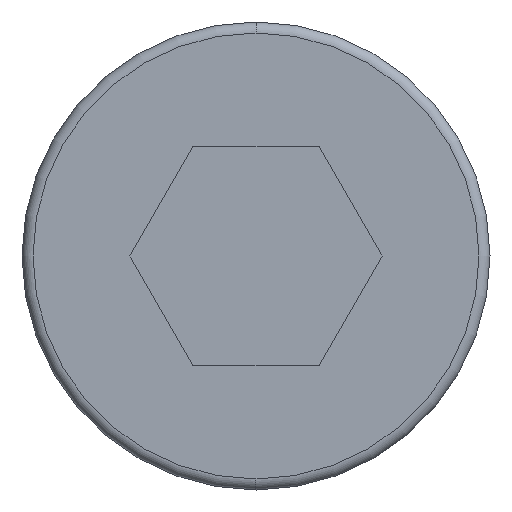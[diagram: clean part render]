
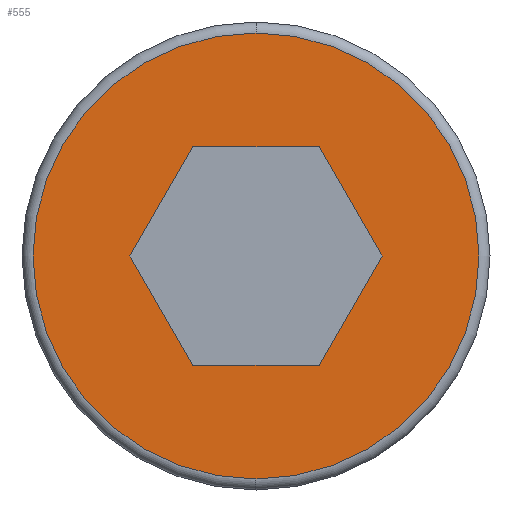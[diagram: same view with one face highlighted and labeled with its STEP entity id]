
A CAD part, left-side view. The second image highlights one B-rep face of the part: STEP entity #555.
In plain terms, the highlighted planar face has unit normal (-1, 0, 0).
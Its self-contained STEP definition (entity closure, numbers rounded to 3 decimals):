
#12 = ORIENTED_EDGE ( 'NONE', *, *, #605, .F. ) ;
#24 = LINE ( 'NONE', #561, #64 ) ;
#26 = VERTEX_POINT ( 'NONE', #330 ) ;
#40 = CIRCLE ( 'NONE', #411, 4.05 ) ;
#44 = VERTEX_POINT ( 'NONE', #573 ) ;
#50 = DIRECTION ( 'NONE',  ( 0., 0., 1. ) ) ;
#64 = VECTOR ( 'NONE', #280, 1000. ) ;
#70 = VECTOR ( 'NONE', #534, 1000. ) ;
#80 = CARTESIAN_POINT ( 'NONE',  ( 0., 1.145, -1.983 ) ) ;
#90 = EDGE_CURVE ( 'NONE', #26, #120, #292, .T. ) ;
#101 = DIRECTION ( 'NONE',  ( 0., 1., 0. ) ) ;
#116 = FACE_BOUND ( 'NONE', #320, .T. ) ;
#120 = VERTEX_POINT ( 'NONE', #168 ) ;
#134 = CIRCLE ( 'NONE', #370, 4.05 ) ;
#159 = EDGE_CURVE ( 'NONE', #262, #495, #291, .T. ) ;
#168 = CARTESIAN_POINT ( 'NONE',  ( 0., 2.29, 0. ) ) ;
#194 = CARTESIAN_POINT ( 'NONE',  ( 0., 0., 0. ) ) ;
#199 = DIRECTION ( 'NONE',  ( -1., 0., 0. ) ) ;
#206 = PLANE ( 'NONE',  #475 ) ;
#237 = ORIENTED_EDGE ( 'NONE', *, *, #550, .T. ) ;
#238 = VERTEX_POINT ( 'NONE', #434 ) ;
#240 = CARTESIAN_POINT ( 'NONE',  ( 0., 1.145, -1.983 ) ) ;
#243 = FACE_OUTER_BOUND ( 'NONE', #449, .T. ) ;
#247 = DIRECTION ( 'NONE',  ( 0., 0., 1. ) ) ;
#255 = ORIENTED_EDGE ( 'NONE', *, *, #159, .F. ) ;
#257 = LINE ( 'NONE', #266, #453 ) ;
#261 = CARTESIAN_POINT ( 'NONE',  ( 0., 0., 4.05 ) ) ;
#262 = VERTEX_POINT ( 'NONE', #537 ) ;
#264 = VERTEX_POINT ( 'NONE', #261 ) ;
#266 = CARTESIAN_POINT ( 'NONE',  ( 0., 2.29, 0. ) ) ;
#280 = DIRECTION ( 'NONE',  ( 0., -0.5, 0.866 ) ) ;
#286 = DIRECTION ( 'NONE',  ( 0., 0., 1. ) ) ;
#287 = ORIENTED_EDGE ( 'NONE', *, *, #569, .F. ) ;
#291 = LINE ( 'NONE', #524, #576 ) ;
#292 = LINE ( 'NONE', #343, #70 ) ;
#294 = VERTEX_POINT ( 'NONE', #80 ) ;
#295 = ORIENTED_EDGE ( 'NONE', *, *, #396, .F. ) ;
#296 = ORIENTED_EDGE ( 'NONE', *, *, #90, .F. ) ;
#310 = VECTOR ( 'NONE', #465, 1000. ) ;
#317 = VECTOR ( 'NONE', #101, 1000. ) ;
#320 = EDGE_LOOP ( 'NONE', ( #255, #342, #12, #295, #296, #287 ) ) ;
#330 = CARTESIAN_POINT ( 'NONE',  ( 0., 1.145, 1.983 ) ) ;
#342 = ORIENTED_EDGE ( 'NONE', *, *, #538, .F. ) ;
#343 = CARTESIAN_POINT ( 'NONE',  ( 0., 1.145, 1.983 ) ) ;
#362 = CARTESIAN_POINT ( 'NONE',  ( 0., -1.145, 1.983 ) ) ;
#370 = AXIS2_PLACEMENT_3D ( 'NONE', #513, #471, #50 ) ;
#377 = CARTESIAN_POINT ( 'NONE',  ( 0., 0., 0. ) ) ;
#396 = EDGE_CURVE ( 'NONE', #120, #294, #257, .T. ) ;
#402 = ORIENTED_EDGE ( 'NONE', *, *, #563, .T. ) ;
#411 = AXIS2_PLACEMENT_3D ( 'NONE', #194, #199, #247 ) ;
#421 = CARTESIAN_POINT ( 'NONE',  ( 0., -1.145, 1.983 ) ) ;
#426 = DIRECTION ( 'NONE',  ( 0., 0.5, 0.866 ) ) ;
#434 = CARTESIAN_POINT ( 'NONE',  ( 0., -1.145, -1.983 ) ) ;
#449 = EDGE_LOOP ( 'NONE', ( #237, #402 ) ) ;
#453 = VECTOR ( 'NONE', #493, 1000. ) ;
#465 = DIRECTION ( 'NONE',  ( 0., -1., 0. ) ) ;
#471 = DIRECTION ( 'NONE',  ( -1., 0., 0. ) ) ;
#475 = AXIS2_PLACEMENT_3D ( 'NONE', #377, #566, #286 ) ;
#493 = DIRECTION ( 'NONE',  ( 0., -0.5, -0.866 ) ) ;
#495 = VERTEX_POINT ( 'NONE', #362 ) ;
#507 = LINE ( 'NONE', #421, #317 ) ;
#513 = CARTESIAN_POINT ( 'NONE',  ( 0., 0., 0. ) ) ;
#521 = LINE ( 'NONE', #240, #310 ) ;
#524 = CARTESIAN_POINT ( 'NONE',  ( 0., -2.29, 0. ) ) ;
#534 = DIRECTION ( 'NONE',  ( 0., 0.5, -0.866 ) ) ;
#537 = CARTESIAN_POINT ( 'NONE',  ( 0., -2.29, 0. ) ) ;
#538 = EDGE_CURVE ( 'NONE', #238, #262, #24, .T. ) ;
#550 = EDGE_CURVE ( 'NONE', #264, #44, #134, .T. ) ;
#555 = ADVANCED_FACE ( 'NONE', ( #243, #116 ), #206, .T. ) ;
#561 = CARTESIAN_POINT ( 'NONE',  ( 0., -1.145, -1.983 ) ) ;
#563 = EDGE_CURVE ( 'NONE', #44, #264, #40, .T. ) ;
#566 = DIRECTION ( 'NONE',  ( -1., 0., 0. ) ) ;
#569 = EDGE_CURVE ( 'NONE', #495, #26, #507, .T. ) ;
#573 = CARTESIAN_POINT ( 'NONE',  ( 0., 0., -4.05 ) ) ;
#576 = VECTOR ( 'NONE', #426, 1000. ) ;
#605 = EDGE_CURVE ( 'NONE', #294, #238, #521, .T. ) ;
